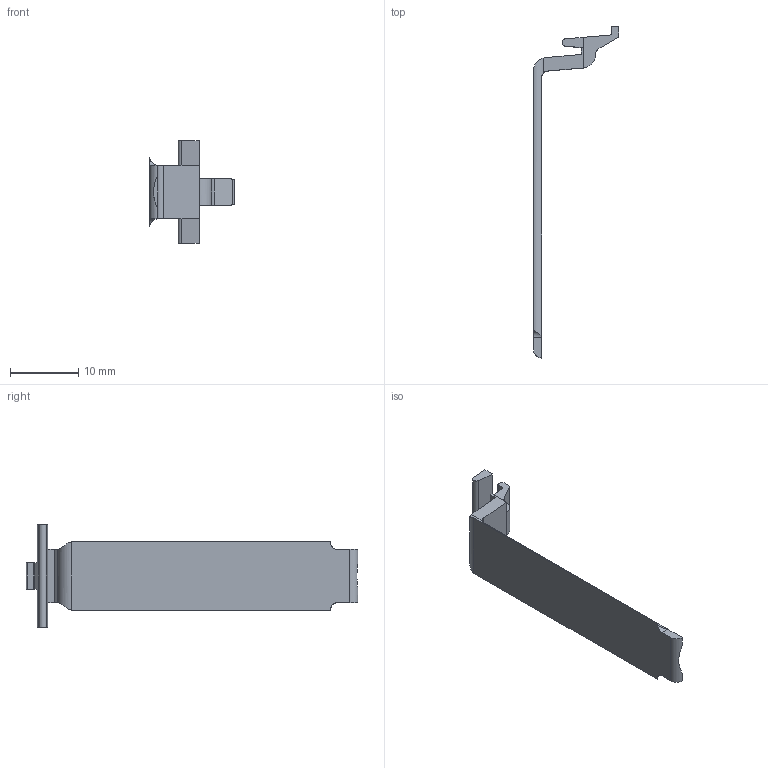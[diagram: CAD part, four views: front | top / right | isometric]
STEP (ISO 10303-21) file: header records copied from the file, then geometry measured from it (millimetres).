
FILE_DESCRIPTION(/* description */ ('KriTec Abdeckblende schwarz für Automatik Verbindungssatz 8'),/* implementation_level */ '2;1');
FILE_NAME(/* name */ '13376_KriTec_Abdeckblende_schwarz_f_Automatik_Verbindungssatz_8.stp',/* time_stamp */ '2018-06-12T11:45:09+02:00',/* author */ ('kostic'),/* organization */ (''),/* preprocessor_version */ 'ST-DEVELOPER v16.1',/* originating_system */ 'Autodesk Inventor 2016',/* authorisation */ ' ');
FILE_SCHEMA (('AUTOMOTIVE_DESIGN { 1 0 10303 214 3 1 1 }'));
Length unit declared in the file: millimetre
Products named in the file (1): 13376_KriTec_Abdeckblende_schwarz_f_Automatik_Verbindungssatz_8
Bounding box: 12.5 x 48.8 x 15 mm (x, y, z)
Volume: 586 mm3; surface area: 1262.8 mm2
Topology: 1 solids, 1 shells, 37 faces, 103 edges, 68 vertices
Faces by surface type: plane 22, cylinder 15
Entity records: 1323 total; most frequent: CARTESIAN_POINT 285, ORIENTED_EDGE 206, DIRECTION 197, EDGE_CURVE 103, LINE 71, VECTOR 71, VERTEX_POINT 68, AXIS2_PLACEMENT_3D 63
